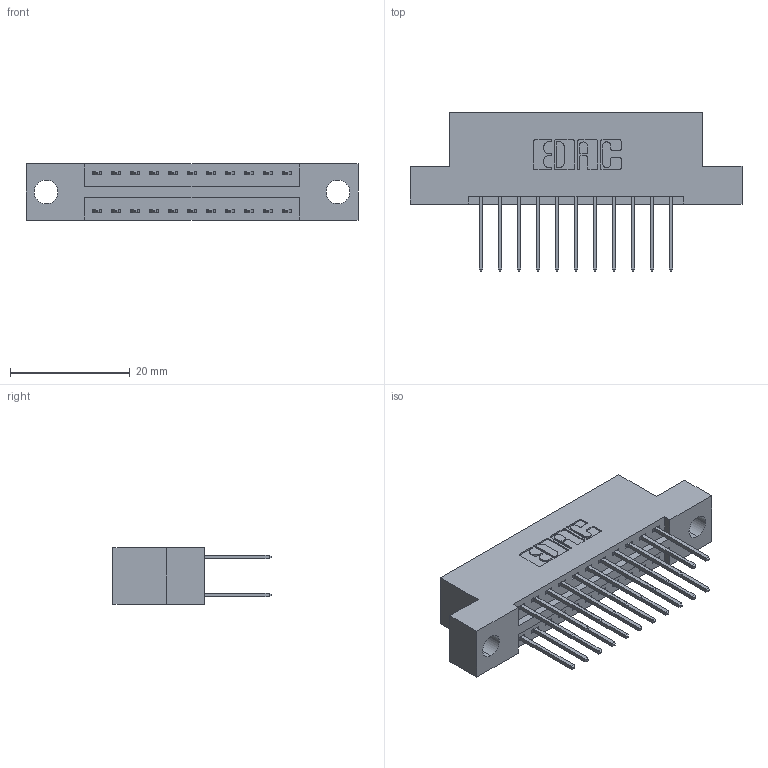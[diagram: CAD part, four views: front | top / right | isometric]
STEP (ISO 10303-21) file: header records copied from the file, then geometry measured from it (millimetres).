
FILE_DESCRIPTION (( 'STEP AP203' ), '1' );
FILE_NAME ('346-022-522-204.STEP', '2022-05-18T20:56:40', ( '' ), ( '' ), 'SwSTEP 2.0', 'SolidWorks 2020', '' );
FILE_SCHEMA (( 'CONFIG_CONTROL_DESIGN' ));
Length unit declared in the file: inch
Products named in the file (3): 346-022-522-204; 345-292-001_345-293-122; 346 Part_Flush Mounting Lugs - 0.156 Dia-TH
Assembly tree (23 placements, depth 2):
  346-022-522-204
    346 Part_Flush Mounting Lugs - 0.156 Dia-TH
    345-292-001_345-293-122  x22
Bounding box: 55.5 x 26.42 x 9.4 mm (x, y, z)
Volume: 5121.5 mm3; surface area: 6661.8 mm2
Topology: 23 solids, 23 shells, 1280 faces, 3775 edges, 2486 vertices
Faces by surface type: plane 860, cylinder 420
Entity records: 11789 total; most frequent: CARTESIAN_POINT 1990, ORIENTED_EDGE 1922, DIRECTION 1805, EDGE_CURVE 961, LINE 785, VECTOR 785, VERTEX_POINT 638, AXIS2_PLACEMENT_3D 510
